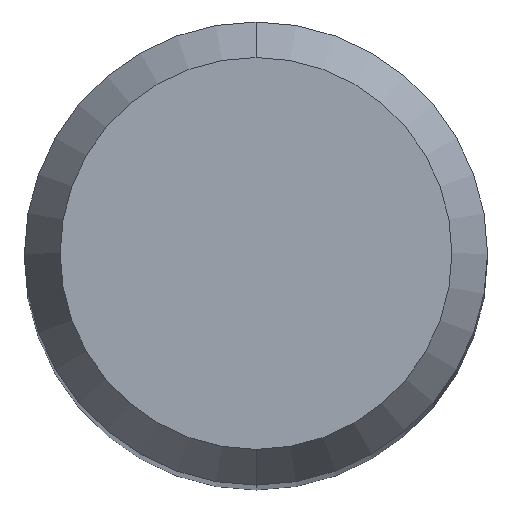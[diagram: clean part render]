
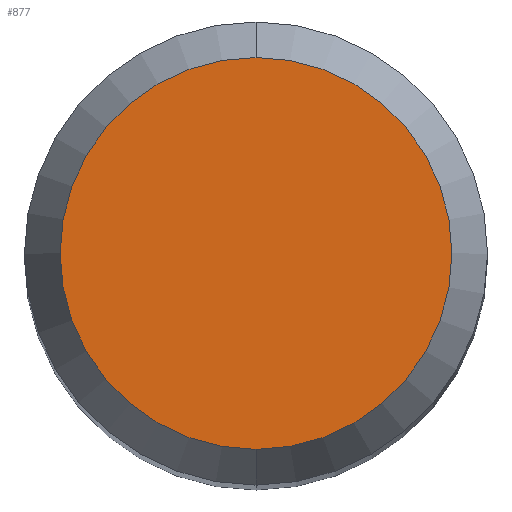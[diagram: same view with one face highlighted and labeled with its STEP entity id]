
A CAD part, top view. The second image highlights one B-rep face of the part: STEP entity #877.
In plain terms, the highlighted planar face has unit normal (0, 0, 1).
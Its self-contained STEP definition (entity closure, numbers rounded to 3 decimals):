
#613=VERTEX_POINT('',#1575);
#629=EDGE_CURVE('',#613,#831,#1592,.T.);
#831=VERTEX_POINT('',#1814);
#877=ADVANCED_FACE('',(#1866),#1867,.T.);
#991=EDGE_CURVE('',#831,#613,#1991,.T.);
#1575=CARTESIAN_POINT('',(0.0,2.538,0.0));
#1592=CIRCLE('',#3403,2.538);
#1814=CARTESIAN_POINT('',(0.,-2.538,0.0));
#1866=FACE_OUTER_BOUND('',#5506,.T.);
#1867=PLANE('',#5507);
#1991=CIRCLE('',#6509,2.538);
#3403=AXIS2_PLACEMENT_3D('',#10395,#10396,#10397);
#5506=EDGE_LOOP('',(#10726,#10727));
#5507=AXIS2_PLACEMENT_3D('',#10728,#10729,#10730);
#6509=AXIS2_PLACEMENT_3D('',#10849,#10850,#10851);
#10395=CARTESIAN_POINT('',(0.0,0.0,0.0));
#10396=DIRECTION('',(0.0,0.0,-1.0));
#10397=DIRECTION('',(0.0,1.0,0.0));
#10726=ORIENTED_EDGE('',*,*,#629,.F.);
#10727=ORIENTED_EDGE('',*,*,#991,.F.);
#10728=CARTESIAN_POINT('',(0.0,1.269,0.0));
#10729=DIRECTION('',(-0.0,0.0,1.0));
#10730=DIRECTION('',(0.0,-1.0,0.0));
#10849=CARTESIAN_POINT('',(0.0,0.0,0.0));
#10850=DIRECTION('',(0.0,0.0,-1.0));
#10851=DIRECTION('',(0.0,1.0,0.0));
